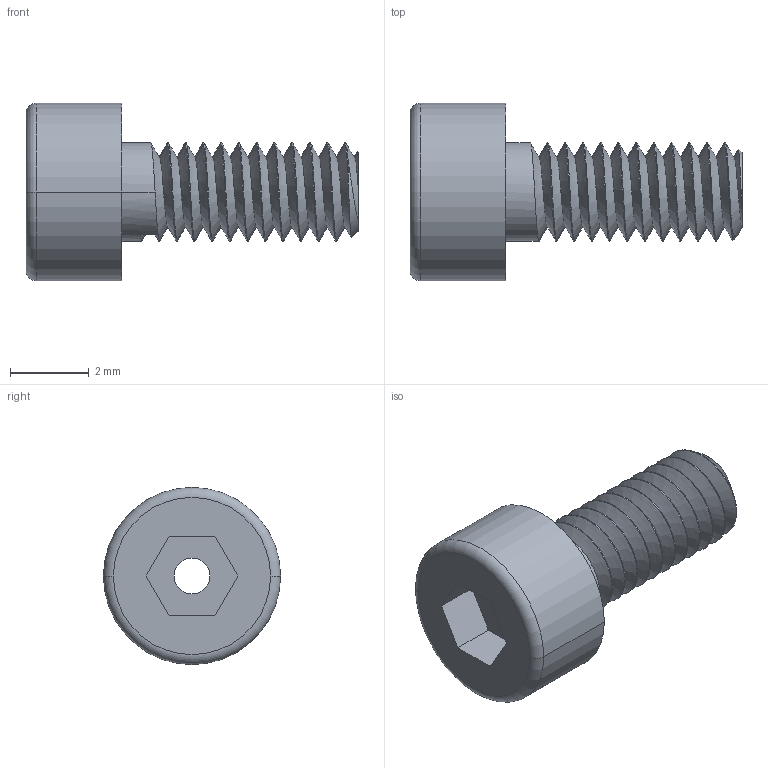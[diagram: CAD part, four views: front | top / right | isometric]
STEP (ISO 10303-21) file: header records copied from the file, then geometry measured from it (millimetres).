
FILE_DESCRIPTION((''),'2;1');
FILE_NAME('MC-254','2020-10-14T',('SYSTEM'),(''),'PRO/ENGINEER BY PARAMETRIC TECHNOLOGY CORPORATION, 2016360','PRO/ENGINEER BY PARAMETRIC TECHNOLOGY CORPORATION, 2016360','');
FILE_SCHEMA(('AUTOMOTIVE_DESIGN { 1 0 10303 214 1 1 1 1 }'));
Length unit declared in the file: millimetre
Products named in the file (1): MC-254
Bounding box: 8.43 x 4.5 x 4.5 mm (x, y, z)
Volume: 52.6 mm3; surface area: 164.9 mm2
Topology: 1 solids, 1 shells, 48 faces, 127 edges, 83 vertices
Faces by surface type: cylinder 26, plane 11, bspline 8, torus 2, cone 1
Entity records: 4052 total; most frequent: CARTESIAN_POINT 2812, ORIENTED_EDGE 254, DIRECTION 165, EDGE_CURVE 127, COLOUR_RGB 110, VERTEX_POINT 83, B_SPLINE_CURVE_WITH_KNOTS 58, AXIS2_PLACEMENT_3D 56
